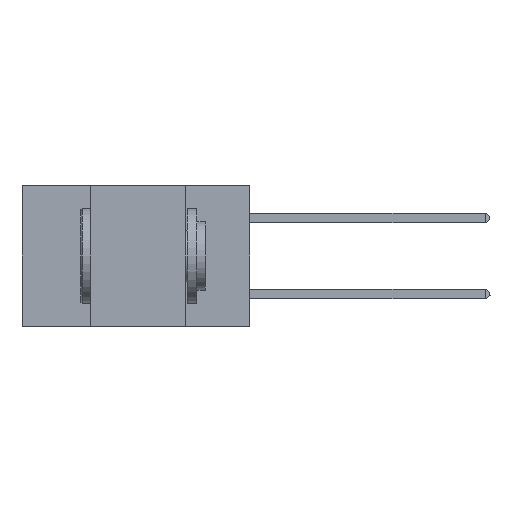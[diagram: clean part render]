
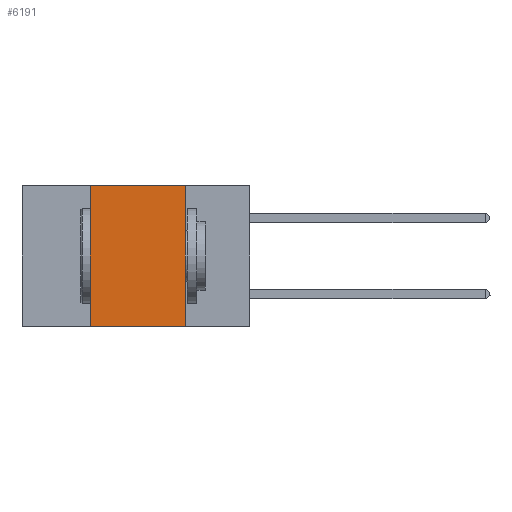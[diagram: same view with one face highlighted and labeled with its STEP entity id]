
A CAD part, left-side view. The second image highlights one B-rep face of the part: STEP entity #6191.
In plain terms, the highlighted planar face has unit normal (-1, 0, 0).
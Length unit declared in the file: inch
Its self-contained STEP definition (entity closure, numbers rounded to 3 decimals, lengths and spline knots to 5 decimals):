
#190 = CARTESIAN_POINT ( 'NONE',  ( 0., 0.42, -0.37 ) ) ;
#290 = VECTOR ( 'NONE', #2694, 39.37008 ) ;
#1510 = VERTEX_POINT ( 'NONE', #13994 ) ;
#2151 = FACE_OUTER_BOUND ( 'NONE', #21766, .T. ) ;
#2694 = DIRECTION ( 'NONE',  ( 0., 0., 1. ) ) ;
#2870 = ORIENTED_EDGE ( 'NONE', *, *, #23621, .T. ) ;
#3489 = ORIENTED_EDGE ( 'NONE', *, *, #6326, .F. ) ;
#3811 = AXIS2_PLACEMENT_3D ( 'NONE', #18277, #4744, #22388 ) ;
#4540 = DIRECTION ( 'NONE',  ( 0., 0., -1. ) ) ;
#4570 = PLANE ( 'NONE',  #3811 ) ;
#4744 = DIRECTION ( 'NONE',  ( 1., 0., 0. ) ) ;
#5067 = VECTOR ( 'NONE', #19418, 39.37008 ) ;
#5364 = LINE ( 'NONE', #7679, #290 ) ;
#5931 = VERTEX_POINT ( 'NONE', #6350 ) ;
#6191 = ADVANCED_FACE ( 'NONE', ( #2151 ), #4570, .F. ) ;
#6326 = EDGE_CURVE ( 'NONE', #23713, #1510, #5364, .T. ) ;
#6350 = CARTESIAN_POINT ( 'NONE',  ( 0., 0.17, -0.37 ) ) ;
#6690 = LINE ( 'NONE', #22981, #23126 ) ;
#7008 = ORIENTED_EDGE ( 'NONE', *, *, #14350, .F. ) ;
#7494 = VECTOR ( 'NONE', #4540, 39.37008 ) ;
#7679 = CARTESIAN_POINT ( 'NONE',  ( 0., 0.42, 0. ) ) ;
#11517 = DIRECTION ( 'NONE',  ( 0., -1., 0. ) ) ;
#13994 = CARTESIAN_POINT ( 'NONE',  ( 0., 0.42, 0. ) ) ;
#14350 = EDGE_CURVE ( 'NONE', #17967, #5931, #18575, .T. ) ;
#15013 = EDGE_CURVE ( 'NONE', #1510, #17967, #23279, .T. ) ;
#15888 = CARTESIAN_POINT ( 'NONE',  ( 0., 0.17, 0. ) ) ;
#17967 = VERTEX_POINT ( 'NONE', #15888 ) ;
#18277 = CARTESIAN_POINT ( 'NONE',  ( 0., 0.6, 0. ) ) ;
#18575 = LINE ( 'NONE', #23499, #7494 ) ;
#19418 = DIRECTION ( 'NONE',  ( 0., -1., 0. ) ) ;
#21396 = CARTESIAN_POINT ( 'NONE',  ( 0., 0.6, 0. ) ) ;
#21690 = ORIENTED_EDGE ( 'NONE', *, *, #15013, .F. ) ;
#21766 = EDGE_LOOP ( 'NONE', ( #7008, #21690, #3489, #2870 ) ) ;
#22388 = DIRECTION ( 'NONE',  ( 0., 0., -1. ) ) ;
#22981 = CARTESIAN_POINT ( 'NONE',  ( 0., 0.6, -0.37 ) ) ;
#23126 = VECTOR ( 'NONE', #11517, 39.37008 ) ;
#23279 = LINE ( 'NONE', #21396, #5067 ) ;
#23499 = CARTESIAN_POINT ( 'NONE',  ( 0., 0.17, 0. ) ) ;
#23621 = EDGE_CURVE ( 'NONE', #23713, #5931, #6690, .T. ) ;
#23713 = VERTEX_POINT ( 'NONE', #190 ) ;
